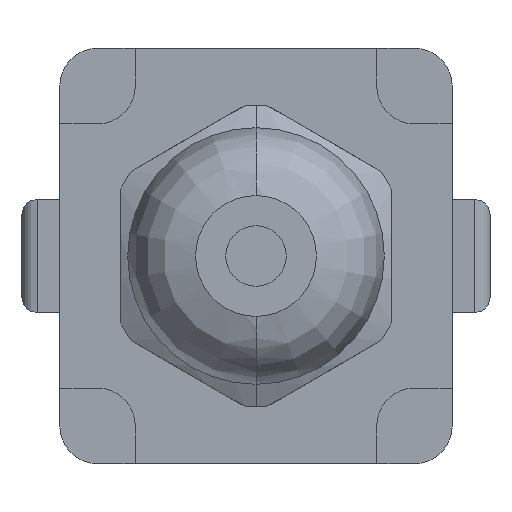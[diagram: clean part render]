
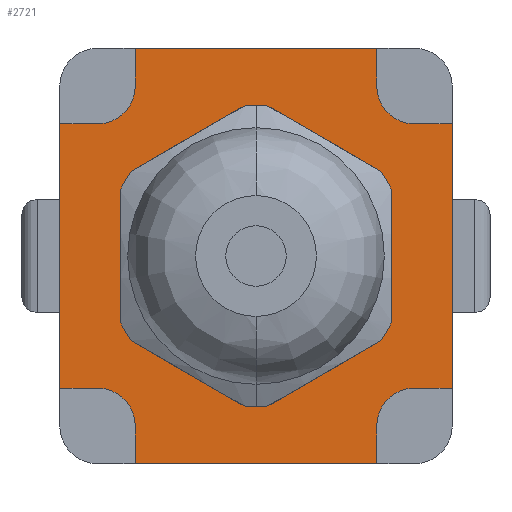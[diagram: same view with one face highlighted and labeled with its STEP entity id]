
A CAD part, front view. The second image highlights one B-rep face of the part: STEP entity #2721.
In plain terms, the highlighted planar face has unit normal (0, -1, 0).
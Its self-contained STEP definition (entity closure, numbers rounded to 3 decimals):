
#597=CARTESIAN_POINT('',(0.,-1310.,-27.5));
#598=DIRECTION('',(0.,1.,0.));
#599=DIRECTION('',(0.,0.,1.));
#600=AXIS2_PLACEMENT_3D('',#597,#598,#599);
#605=CARTESIAN_POINT('',(0.,-1310.,-27.5));
#606=DIRECTION('',(0.,1.,0.));
#607=DIRECTION('',(0.,0.,-1.));
#608=AXIS2_PLACEMENT_3D('',#605,#606,#607);
#613=DIRECTION('',(0.,0.,1.));
#614=VECTOR('',#613,5.);
#615=CARTESIAN_POINT('',(-16.,-1310.,-55.));
#616=LINE('',#615,#614);
#620=CARTESIAN_POINT('',(-21.,-1310.,-50.));
#621=DIRECTION('',(0.,-1.,0.));
#622=DIRECTION('',(1.,0.,0.));
#623=AXIS2_PLACEMENT_3D('',#620,#621,#622);
#628=DIRECTION('',(1.,0.,0.));
#629=VECTOR('',#628,5.);
#630=CARTESIAN_POINT('',(-26.,-1310.,-45.));
#631=LINE('',#630,#629);
#635=DIRECTION('',(0.,0.,1.));
#636=VECTOR('',#635,35.);
#637=CARTESIAN_POINT('',(-26.,-1310.,-45.));
#638=LINE('',#637,#636);
#642=DIRECTION('',(1.,0.,0.));
#643=VECTOR('',#642,5.);
#644=CARTESIAN_POINT('',(-26.,-1310.,-10.));
#645=LINE('',#644,#643);
#649=CARTESIAN_POINT('',(-21.,-1310.,-5.));
#650=DIRECTION('',(0.,-1.,0.));
#651=DIRECTION('',(0.,0.,-1.));
#652=AXIS2_PLACEMENT_3D('',#649,#650,#651);
#657=DIRECTION('',(0.,0.,-1.));
#658=VECTOR('',#657,5.);
#659=CARTESIAN_POINT('',(-16.,-1310.,0.));
#660=LINE('',#659,#658);
#664=DIRECTION('',(1.,0.,0.));
#665=VECTOR('',#664,32.);
#666=CARTESIAN_POINT('',(-16.,-1310.,0.));
#667=LINE('',#666,#665);
#671=DIRECTION('',(0.,0.,-1.));
#672=VECTOR('',#671,5.);
#673=CARTESIAN_POINT('',(16.,-1310.,0.));
#674=LINE('',#673,#672);
#678=CARTESIAN_POINT('',(21.,-1310.,-5.));
#679=DIRECTION('',(0.,-1.,0.));
#680=DIRECTION('',(-1.,0.,0.));
#681=AXIS2_PLACEMENT_3D('',#678,#679,#680);
#686=DIRECTION('',(-1.,0.,0.));
#687=VECTOR('',#686,5.);
#688=CARTESIAN_POINT('',(26.,-1310.,-10.));
#689=LINE('',#688,#687);
#693=DIRECTION('',(0.,0.,-1.));
#694=VECTOR('',#693,35.);
#695=CARTESIAN_POINT('',(26.,-1310.,-10.));
#696=LINE('',#695,#694);
#700=DIRECTION('',(-1.,0.,0.));
#701=VECTOR('',#700,5.);
#702=CARTESIAN_POINT('',(26.,-1310.,-45.));
#703=LINE('',#702,#701);
#707=CARTESIAN_POINT('',(21.,-1310.,-50.));
#708=DIRECTION('',(0.,-1.,0.));
#709=DIRECTION('',(0.,0.,1.));
#710=AXIS2_PLACEMENT_3D('',#707,#708,#709);
#715=DIRECTION('',(0.,0.,1.));
#716=VECTOR('',#715,5.);
#717=CARTESIAN_POINT('',(16.,-1310.,-55.));
#718=LINE('',#717,#716);
#722=DIRECTION('',(-1.,0.,0.));
#723=VECTOR('',#722,32.);
#724=CARTESIAN_POINT('',(16.,-1310.,-55.));
#725=LINE('',#724,#723);
#1981=CARTESIAN_POINT('',(0.,-1310.,-9.5));
#1982=CARTESIAN_POINT('',(0.,-1310.,-45.5));
#1983=VERTEX_POINT('',#1981);
#1984=VERTEX_POINT('',#1982);
#2117=CARTESIAN_POINT('',(-16.,-1310.,-55.));
#2118=CARTESIAN_POINT('',(-16.,-1310.,-50.));
#2119=VERTEX_POINT('',#2117);
#2120=VERTEX_POINT('',#2118);
#2121=CARTESIAN_POINT('',(-21.,-1310.,-45.));
#2122=VERTEX_POINT('',#2121);
#2123=CARTESIAN_POINT('',(-26.,-1310.,-45.));
#2124=VERTEX_POINT('',#2123);
#2137=CARTESIAN_POINT('',(-26.,-1310.,-10.));
#2138=VERTEX_POINT('',#2137);
#2139=CARTESIAN_POINT('',(16.,-1310.,-55.));
#2140=VERTEX_POINT('',#2139);
#2153=CARTESIAN_POINT('',(26.,-1310.,-45.));
#2154=CARTESIAN_POINT('',(21.,-1310.,-45.));
#2155=VERTEX_POINT('',#2153);
#2156=VERTEX_POINT('',#2154);
#2157=CARTESIAN_POINT('',(16.,-1310.,-50.));
#2158=VERTEX_POINT('',#2157);
#2159=CARTESIAN_POINT('',(-21.,-1310.,-10.));
#2160=VERTEX_POINT('',#2159);
#2161=CARTESIAN_POINT('',(-16.,-1310.,-5.));
#2162=VERTEX_POINT('',#2161);
#2163=CARTESIAN_POINT('',(-16.,-1310.,0.));
#2164=VERTEX_POINT('',#2163);
#2165=CARTESIAN_POINT('',(16.,-1310.,0.));
#2166=CARTESIAN_POINT('',(16.,-1310.,-5.));
#2167=VERTEX_POINT('',#2165);
#2168=VERTEX_POINT('',#2166);
#2169=CARTESIAN_POINT('',(21.,-1310.,-10.));
#2170=VERTEX_POINT('',#2169);
#2171=CARTESIAN_POINT('',(26.,-1310.,-10.));
#2172=VERTEX_POINT('',#2171);
#2680=CARTESIAN_POINT('',(0.,-1310.,0.));
#2681=DIRECTION('',(0.,1.,0.));
#2682=DIRECTION('',(1.,0.,0.));
#2683=AXIS2_PLACEMENT_3D('',#2680,#2681,#2682);
#2684=PLANE('',#2683);
#2686=ORIENTED_EDGE('',*,*,#2685,.T.);
#2688=ORIENTED_EDGE('',*,*,#2687,.T.);
#2690=ORIENTED_EDGE('',*,*,#2689,.F.);
#2691=ORIENTED_EDGE('',*,*,#2517,.T.);
#2693=ORIENTED_EDGE('',*,*,#2692,.T.);
#2695=ORIENTED_EDGE('',*,*,#2694,.T.);
#2697=ORIENTED_EDGE('',*,*,#2696,.F.);
#2698=ORIENTED_EDGE('',*,*,#2647,.T.);
#2699=ORIENTED_EDGE('',*,*,#2671,.T.);
#2701=ORIENTED_EDGE('',*,*,#2700,.T.);
#2703=ORIENTED_EDGE('',*,*,#2702,.F.);
#2704=ORIENTED_EDGE('',*,*,#2375,.T.);
#2706=ORIENTED_EDGE('',*,*,#2705,.T.);
#2708=ORIENTED_EDGE('',*,*,#2707,.T.);
#2710=ORIENTED_EDGE('',*,*,#2709,.F.);
#2712=ORIENTED_EDGE('',*,*,#2711,.T.);
#2713=EDGE_LOOP('',(#2686,#2688,#2690,#2691,#2693,#2695,#2697,#2698,#2699,#2701,
#2703,#2704,#2706,#2708,#2710,#2712));
#2714=FACE_OUTER_BOUND('',#2713,.F.);
#2716=ORIENTED_EDGE('',*,*,#2715,.F.);
#2718=ORIENTED_EDGE('',*,*,#2717,.F.);
#2719=EDGE_LOOP('',(#2716,#2718));
#2720=FACE_BOUND('',#2719,.F.);
#2721=ADVANCED_FACE('',(#2714,#2720),#2684,.F.);
#601=CIRCLE('',#600,18.);
#609=CIRCLE('',#608,18.);
#624=CIRCLE('',#623,5.);
#653=CIRCLE('',#652,5.);
#682=CIRCLE('',#681,5.);
#711=CIRCLE('',#710,5.);
#2375=EDGE_CURVE('',#2172,#2155,#696,.T.);
#2517=EDGE_CURVE('',#2124,#2138,#638,.T.);
#2647=EDGE_CURVE('',#2164,#2167,#667,.T.);
#2671=EDGE_CURVE('',#2167,#2168,#674,.T.);
#2685=EDGE_CURVE('',#2119,#2120,#616,.T.);
#2687=EDGE_CURVE('',#2120,#2122,#624,.T.);
#2689=EDGE_CURVE('',#2124,#2122,#631,.T.);
#2692=EDGE_CURVE('',#2138,#2160,#645,.T.);
#2694=EDGE_CURVE('',#2160,#2162,#653,.T.);
#2696=EDGE_CURVE('',#2164,#2162,#660,.T.);
#2700=EDGE_CURVE('',#2168,#2170,#682,.T.);
#2702=EDGE_CURVE('',#2172,#2170,#689,.T.);
#2705=EDGE_CURVE('',#2155,#2156,#703,.T.);
#2707=EDGE_CURVE('',#2156,#2158,#711,.T.);
#2709=EDGE_CURVE('',#2140,#2158,#718,.T.);
#2711=EDGE_CURVE('',#2140,#2119,#725,.T.);
#2715=EDGE_CURVE('',#1983,#1984,#601,.T.);
#2717=EDGE_CURVE('',#1984,#1983,#609,.T.);
